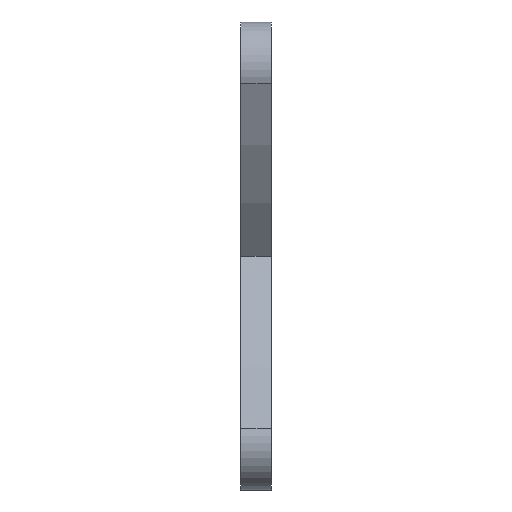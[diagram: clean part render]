
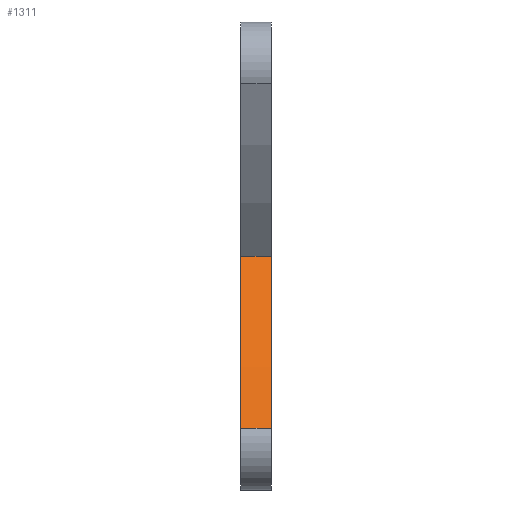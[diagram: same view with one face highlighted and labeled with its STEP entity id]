
A CAD part, left-side view. The second image highlights one B-rep face of the part: STEP entity #1311.
In plain terms, the highlighted cylindrical face has radius 40 mm (diameter 80 mm), a partial arc.
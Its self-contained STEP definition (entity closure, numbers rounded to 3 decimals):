
#30 = VERTEX_POINT ( 'NONE', #1469 ) ;
#126 = CARTESIAN_POINT ( 'NONE',  ( -36.793, 0., -11.406 ) ) ;
#128 = ORIENTED_EDGE ( 'NONE', *, *, #1117, .T. ) ;
#155 = VERTEX_POINT ( 'NONE', #939 ) ;
#176 = AXIS2_PLACEMENT_3D ( 'NONE', #1057, #387, #1633 ) ;
#202 = AXIS2_PLACEMENT_3D ( 'NONE', #1148, #1442, #875 ) ;
#258 = DIRECTION ( 'NONE',  ( 0., 0., -1. ) ) ;
#348 = DIRECTION ( 'NONE',  ( 0., 1., 0. ) ) ;
#359 = DIRECTION ( 'NONE',  ( 0., -1., 0. ) ) ;
#387 = DIRECTION ( 'NONE',  ( 0., 1., 0. ) ) ;
#424 = ORIENTED_EDGE ( 'NONE', *, *, #1163, .F. ) ;
#477 = LINE ( 'NONE', #1151, #1179 ) ;
#680 = CYLINDRICAL_SURFACE ( 'NONE', #176, 40. ) ;
#697 = VECTOR ( 'NONE', #1563, 1000. ) ;
#717 = ORIENTED_EDGE ( 'NONE', *, *, #931, .F. ) ;
#768 = CARTESIAN_POINT ( 'NONE',  ( 0.451, 0., -25.996 ) ) ;
#811 = EDGE_LOOP ( 'NONE', ( #128, #424, #717, #1615 ) ) ;
#875 = DIRECTION ( 'NONE',  ( 0., 0., 1. ) ) ;
#894 = EDGE_CURVE ( 'NONE', #1213, #1695, #1297, .T. ) ;
#931 = EDGE_CURVE ( 'NONE', #1695, #30, #477, .T. ) ;
#939 = CARTESIAN_POINT ( 'NONE',  ( -29.95, 2., 0. ) ) ;
#1049 = LINE ( 'NONE', #1572, #697 ) ;
#1057 = CARTESIAN_POINT ( 'NONE',  ( 0.451, -8., -25.996 ) ) ;
#1117 = EDGE_CURVE ( 'NONE', #1213, #155, #1049, .T. ) ;
#1148 = CARTESIAN_POINT ( 'NONE',  ( 0.451, 2., -25.996 ) ) ;
#1151 = CARTESIAN_POINT ( 'NONE',  ( -36.793, -8., -11.406 ) ) ;
#1163 = EDGE_CURVE ( 'NONE', #30, #155, #1181, .T. ) ;
#1179 = VECTOR ( 'NONE', #348, 1000. ) ;
#1181 = CIRCLE ( 'NONE', #202, 40. ) ;
#1213 = VERTEX_POINT ( 'NONE', #1316 ) ;
#1295 = AXIS2_PLACEMENT_3D ( 'NONE', #768, #359, #258 ) ;
#1297 = CIRCLE ( 'NONE', #1295, 40. ) ;
#1311 = ADVANCED_FACE ( 'NONE', ( #1468 ), #680, .T. ) ;
#1316 = CARTESIAN_POINT ( 'NONE',  ( -29.95, 0., 0. ) ) ;
#1442 = DIRECTION ( 'NONE',  ( 0., 1., 0. ) ) ;
#1468 = FACE_OUTER_BOUND ( 'NONE', #811, .T. ) ;
#1469 = CARTESIAN_POINT ( 'NONE',  ( -36.793, 2., -11.406 ) ) ;
#1563 = DIRECTION ( 'NONE',  ( 0., 1., 0. ) ) ;
#1572 = CARTESIAN_POINT ( 'NONE',  ( -29.95, -8., 0. ) ) ;
#1615 = ORIENTED_EDGE ( 'NONE', *, *, #894, .F. ) ;
#1633 = DIRECTION ( 'NONE',  ( 0., 0., 1. ) ) ;
#1695 = VERTEX_POINT ( 'NONE', #126 ) ;
